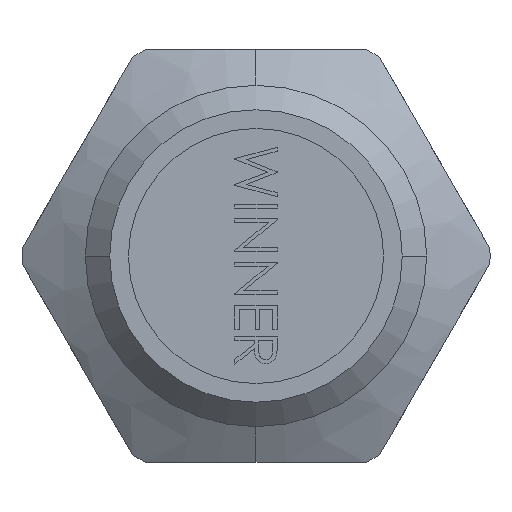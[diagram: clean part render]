
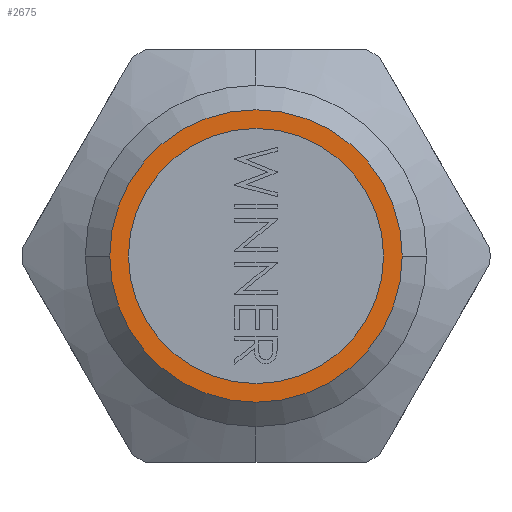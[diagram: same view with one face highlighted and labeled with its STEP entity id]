
A CAD part, left-side view. The second image highlights one B-rep face of the part: STEP entity #2675.
In plain terms, the highlighted planar face has unit normal (-1, 0, 0).
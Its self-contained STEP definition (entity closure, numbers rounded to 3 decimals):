
#244 = AXIS2_PLACEMENT_3D ( 'NONE', #1427, #2513, #1739 ) ;
#1021 = VERTEX_POINT ( 'NONE', #12440 ) ;
#1427 = CARTESIAN_POINT ( 'NONE',  ( -57.5, 0., 0. ) ) ;
#1739 = DIRECTION ( 'NONE',  ( 0., 0., 1. ) ) ;
#2513 = DIRECTION ( 'NONE',  ( -1., 0., 0. ) ) ;
#2675 = ADVANCED_FACE ( 'NONE', ( #4890, #5877 ), #10741, .T. ) ;
#3095 = CARTESIAN_POINT ( 'NONE',  ( -57.5, 0., 0. ) ) ;
#3476 = EDGE_LOOP ( 'NONE', ( #6552, #12740 ) ) ;
#3642 = DIRECTION ( 'NONE',  ( 1., 0., 0. ) ) ;
#3904 = CIRCLE ( 'NONE', #4120, 9. ) ;
#4120 = AXIS2_PLACEMENT_3D ( 'NONE', #5790, #3642, #13041 ) ;
#4372 = CARTESIAN_POINT ( 'NONE',  ( -57.5, 0., 0. ) ) ;
#4573 = CIRCLE ( 'NONE', #244, 7.85 ) ;
#4890 = FACE_OUTER_BOUND ( 'NONE', #7060, .T. ) ;
#5191 = VERTEX_POINT ( 'NONE', #12952 ) ;
#5376 = AXIS2_PLACEMENT_3D ( 'NONE', #8630, #5489, #6727 ) ;
#5489 = DIRECTION ( 'NONE',  ( -1., 0., 0. ) ) ;
#5499 = EDGE_CURVE ( 'NONE', #5191, #13428, #4573, .T. ) ;
#5790 = CARTESIAN_POINT ( 'NONE',  ( -57.5, 0., 0. ) ) ;
#5877 = FACE_BOUND ( 'NONE', #3476, .T. ) ;
#6185 = CIRCLE ( 'NONE', #6605, 9. ) ;
#6552 = ORIENTED_EDGE ( 'NONE', *, *, #5499, .F. ) ;
#6584 = DIRECTION ( 'NONE',  ( -1., 0., 0. ) ) ;
#6605 = AXIS2_PLACEMENT_3D ( 'NONE', #3095, #9420, #11536 ) ;
#6727 = DIRECTION ( 'NONE',  ( 0., 0., 1. ) ) ;
#7060 = EDGE_LOOP ( 'NONE', ( #7914, #11241 ) ) ;
#7914 = ORIENTED_EDGE ( 'NONE', *, *, #13447, .F. ) ;
#7944 = EDGE_CURVE ( 'NONE', #13428, #5191, #11025, .T. ) ;
#8432 = CARTESIAN_POINT ( 'NONE',  ( -57.5, 0., -7.85 ) ) ;
#8630 = CARTESIAN_POINT ( 'NONE',  ( -57.5, 0., 0. ) ) ;
#9420 = DIRECTION ( 'NONE',  ( 1., 0., 0. ) ) ;
#9651 = AXIS2_PLACEMENT_3D ( 'NONE', #4372, #6584, #12813 ) ;
#10512 = VERTEX_POINT ( 'NONE', #10567 ) ;
#10567 = CARTESIAN_POINT ( 'NONE',  ( -57.5, -9., 0. ) ) ;
#10741 = PLANE ( 'NONE',  #9651 ) ;
#11025 = CIRCLE ( 'NONE', #5376, 7.85 ) ;
#11241 = ORIENTED_EDGE ( 'NONE', *, *, #11994, .F. ) ;
#11536 = DIRECTION ( 'NONE',  ( 0., -1., 0. ) ) ;
#11994 = EDGE_CURVE ( 'NONE', #1021, #10512, #3904, .T. ) ;
#12440 = CARTESIAN_POINT ( 'NONE',  ( -57.5, 9., 0. ) ) ;
#12740 = ORIENTED_EDGE ( 'NONE', *, *, #7944, .F. ) ;
#12813 = DIRECTION ( 'NONE',  ( 0., 1., 0. ) ) ;
#12952 = CARTESIAN_POINT ( 'NONE',  ( -57.5, 0., 7.85 ) ) ;
#13041 = DIRECTION ( 'NONE',  ( 0., -1., 0. ) ) ;
#13428 = VERTEX_POINT ( 'NONE', #8432 ) ;
#13447 = EDGE_CURVE ( 'NONE', #10512, #1021, #6185, .T. ) ;
